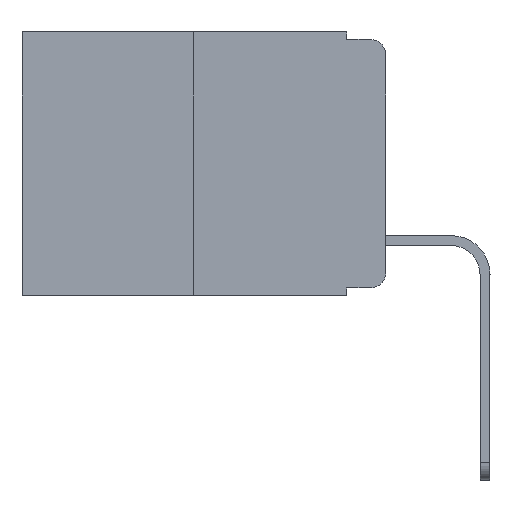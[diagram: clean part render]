
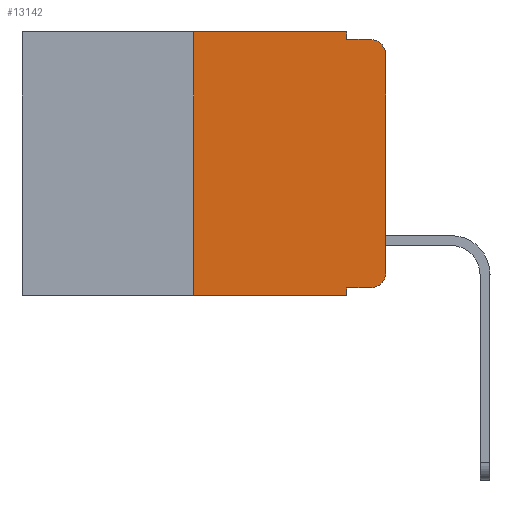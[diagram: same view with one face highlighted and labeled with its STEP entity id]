
A CAD part, left-side view. The second image highlights one B-rep face of the part: STEP entity #13142.
In plain terms, the highlighted planar face has unit normal (-1, 0, 0).
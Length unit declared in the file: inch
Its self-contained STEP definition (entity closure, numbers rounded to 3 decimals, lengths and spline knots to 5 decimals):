
#46 = EDGE_CURVE ( 'NONE', #17406, #7004, #3212, .T. ) ;
#96 = LINE ( 'NONE', #6606, #3783 ) ;
#368 = DIRECTION ( 'NONE',  ( 0., 0., -1. ) ) ;
#403 = EDGE_CURVE ( 'NONE', #12321, #7004, #12200, .T. ) ;
#855 = VECTOR ( 'NONE', #15000, 39.37008 ) ;
#900 = CARTESIAN_POINT ( 'NONE',  ( 0., 0.25, 0. ) ) ;
#1185 = ORIENTED_EDGE ( 'NONE', *, *, #18816, .T. ) ;
#1304 = CARTESIAN_POINT ( 'NONE',  ( 0., 0.02, -0.01 ) ) ;
#1840 = EDGE_CURVE ( 'NONE', #6366, #16248, #18047, .T. ) ;
#1861 = VERTEX_POINT ( 'NONE', #4666 ) ;
#1893 = VERTEX_POINT ( 'NONE', #1304 ) ;
#1978 = ORIENTED_EDGE ( 'NONE', *, *, #18515, .F. ) ;
#2220 = VECTOR ( 'NONE', #12742, 39.37008 ) ;
#2334 = FACE_OUTER_BOUND ( 'NONE', #3517, .T. ) ;
#2371 = CARTESIAN_POINT ( 'NONE',  ( 0., 0.051, -0.01 ) ) ;
#2579 = ORIENTED_EDGE ( 'NONE', *, *, #16662, .T. ) ;
#2621 = CARTESIAN_POINT ( 'NONE',  ( 0., 0.051, 0. ) ) ;
#3054 = CARTESIAN_POINT ( 'NONE',  ( 0., 0.051, 0. ) ) ;
#3212 = LINE ( 'NONE', #2621, #8285 ) ;
#3517 = EDGE_LOOP ( 'NONE', ( #15009, #18865, #10245, #12919, #1978, #5838, #14165, #12013, #2579, #1185 ) ) ;
#3783 = VECTOR ( 'NONE', #10902, 39.37008 ) ;
#3803 = PLANE ( 'NONE',  #13296 ) ;
#3946 = LINE ( 'NONE', #7904, #11335 ) ;
#4666 = CARTESIAN_POINT ( 'NONE',  ( 0., 0.051, -0.01 ) ) ;
#5311 = CARTESIAN_POINT ( 'NONE',  ( 0., 0.02, -0.333 ) ) ;
#5325 = DIRECTION ( 'NONE',  ( 0., 0., -1. ) ) ;
#5838 = ORIENTED_EDGE ( 'NONE', *, *, #6426, .F. ) ;
#6366 = VERTEX_POINT ( 'NONE', #10192 ) ;
#6426 = EDGE_CURVE ( 'NONE', #12321, #18663, #10301, .T. ) ;
#6447 = CIRCLE ( 'NONE', #18351, 0.02 ) ;
#6484 = VECTOR ( 'NONE', #368, 39.37008 ) ;
#6606 = CARTESIAN_POINT ( 'NONE',  ( 0., 0.051, -0.333 ) ) ;
#7004 = VERTEX_POINT ( 'NONE', #7219 ) ;
#7219 = CARTESIAN_POINT ( 'NONE',  ( 0., 0.051, -0.343 ) ) ;
#7447 = CARTESIAN_POINT ( 'NONE',  ( 0., 0., 0. ) ) ;
#7636 = CARTESIAN_POINT ( 'NONE',  ( 0., 0.25, -0.343 ) ) ;
#7904 = CARTESIAN_POINT ( 'NONE',  ( 0., 0.473, 0. ) ) ;
#8200 = DIRECTION ( 'NONE',  ( 0., 0., -1. ) ) ;
#8285 = VECTOR ( 'NONE', #5325, 39.37008 ) ;
#8455 = CARTESIAN_POINT ( 'NONE',  ( 0., 0.473, 0. ) ) ;
#8597 = LINE ( 'NONE', #9235, #6484 ) ;
#9235 = CARTESIAN_POINT ( 'NONE',  ( 0., 0.051, 0. ) ) ;
#9445 = CARTESIAN_POINT ( 'NONE',  ( 0., 0.02, -0.03 ) ) ;
#9984 = CARTESIAN_POINT ( 'NONE',  ( 0., 0.02, -0.313 ) ) ;
#10192 = CARTESIAN_POINT ( 'NONE',  ( 0., 0., -0.313 ) ) ;
#10245 = ORIENTED_EDGE ( 'NONE', *, *, #14292, .F. ) ;
#10301 = LINE ( 'NONE', #900, #14725 ) ;
#10617 = CIRCLE ( 'NONE', #18052, 0.02 ) ;
#10902 = DIRECTION ( 'NONE',  ( 0., -1., 0. ) ) ;
#11252 = DIRECTION ( 'NONE',  ( 0., 0., 1. ) ) ;
#11335 = VECTOR ( 'NONE', #13928, 39.37008 ) ;
#11361 = DIRECTION ( 'NONE',  ( 1., 0., 0. ) ) ;
#12013 = ORIENTED_EDGE ( 'NONE', *, *, #46, .F. ) ;
#12172 = LINE ( 'NONE', #2371, #2220 ) ;
#12200 = LINE ( 'NONE', #16441, #855 ) ;
#12321 = VERTEX_POINT ( 'NONE', #7636 ) ;
#12649 = VECTOR ( 'NONE', #17999, 39.37008 ) ;
#12668 = DIRECTION ( 'NONE',  ( -1., 0., 0. ) ) ;
#12742 = DIRECTION ( 'NONE',  ( 0., -1., 0. ) ) ;
#12919 = ORIENTED_EDGE ( 'NONE', *, *, #17987, .F. ) ;
#13142 = ADVANCED_FACE ( 'NONE', ( #2334 ), #3803, .F. ) ;
#13296 = AXIS2_PLACEMENT_3D ( 'NONE', #8455, #11361, #18739 ) ;
#13928 = DIRECTION ( 'NONE',  ( 0., -1., 0. ) ) ;
#14159 = EDGE_CURVE ( 'NONE', #16248, #1893, #10617, .T. ) ;
#14165 = ORIENTED_EDGE ( 'NONE', *, *, #403, .T. ) ;
#14292 = EDGE_CURVE ( 'NONE', #1861, #1893, #12172, .T. ) ;
#14725 = VECTOR ( 'NONE', #11252, 39.37008 ) ;
#14821 = VERTEX_POINT ( 'NONE', #5311 ) ;
#15000 = DIRECTION ( 'NONE',  ( 0., -1., 0. ) ) ;
#15009 = ORIENTED_EDGE ( 'NONE', *, *, #1840, .T. ) ;
#16024 = DIRECTION ( 'NONE',  ( -1., 0., 0. ) ) ;
#16248 = VERTEX_POINT ( 'NONE', #19123 ) ;
#16441 = CARTESIAN_POINT ( 'NONE',  ( 0., 0.473, -0.343 ) ) ;
#16662 = EDGE_CURVE ( 'NONE', #17406, #14821, #96, .T. ) ;
#17139 = CARTESIAN_POINT ( 'NONE',  ( 0., 0.25, 0. ) ) ;
#17404 = DIRECTION ( 'NONE',  ( 0., 0., -1. ) ) ;
#17406 = VERTEX_POINT ( 'NONE', #18362 ) ;
#17987 = EDGE_CURVE ( 'NONE', #19035, #1861, #8597, .T. ) ;
#17999 = DIRECTION ( 'NONE',  ( 0., 0., 1. ) ) ;
#18047 = LINE ( 'NONE', #7447, #12649 ) ;
#18052 = AXIS2_PLACEMENT_3D ( 'NONE', #9445, #12668, #8200 ) ;
#18351 = AXIS2_PLACEMENT_3D ( 'NONE', #9984, #16024, #17404 ) ;
#18362 = CARTESIAN_POINT ( 'NONE',  ( 0., 0.051, -0.333 ) ) ;
#18515 = EDGE_CURVE ( 'NONE', #18663, #19035, #3946, .T. ) ;
#18663 = VERTEX_POINT ( 'NONE', #17139 ) ;
#18739 = DIRECTION ( 'NONE',  ( 0., 0., -1. ) ) ;
#18816 = EDGE_CURVE ( 'NONE', #14821, #6366, #6447, .T. ) ;
#18865 = ORIENTED_EDGE ( 'NONE', *, *, #14159, .T. ) ;
#19035 = VERTEX_POINT ( 'NONE', #3054 ) ;
#19123 = CARTESIAN_POINT ( 'NONE',  ( 0., 0., -0.03 ) ) ;
